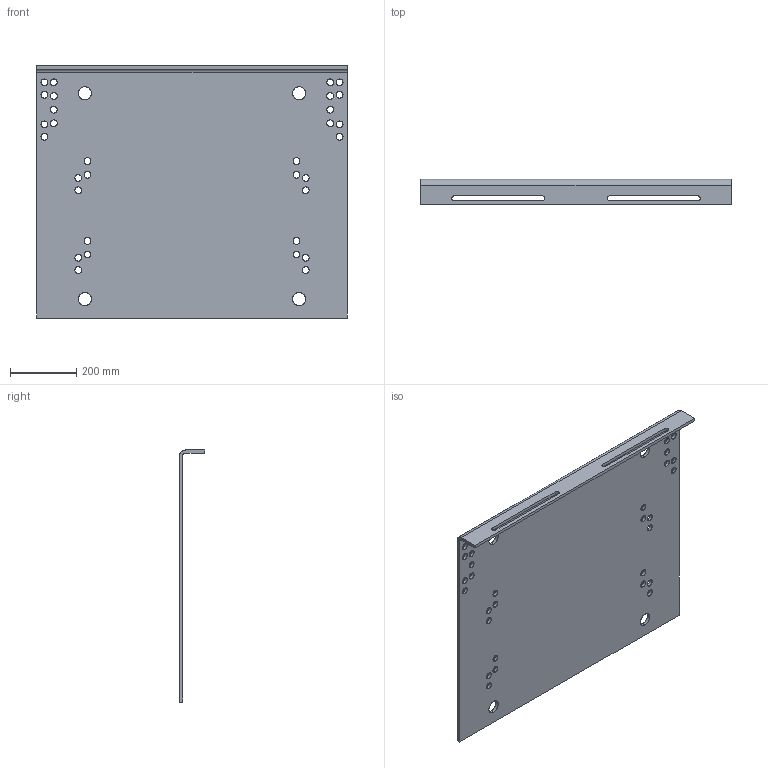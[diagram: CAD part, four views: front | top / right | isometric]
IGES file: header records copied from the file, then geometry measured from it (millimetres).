
Start section: SolidWorks IGES file using analytic representation for surfaces
Global section: file name: MMDEFAU07241644318920.igs; native system: SolidWorks 2017; preprocessor: SolidWorks 2017; author: partstream; date: 170724.164441; units: inch
Bounding box: 939.8 x 76.2 x 762 mm (x, y, z)
Surface area: 1568758.7 mm2 (no closed solid volume)
Topology: 0 solids, 0 shells, 160 faces, 3264 edges, 3264 vertices
Faces by surface type: revolution 80, bspline 80
